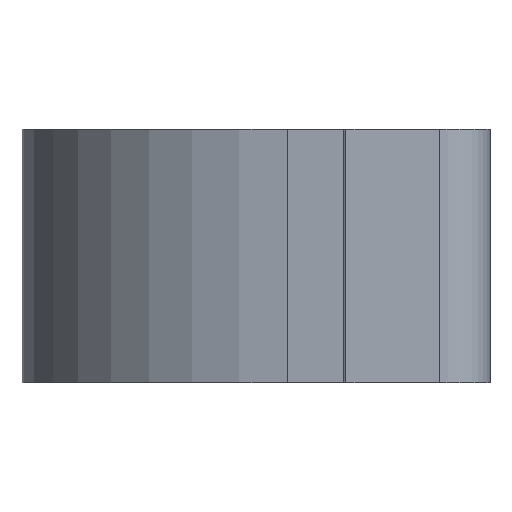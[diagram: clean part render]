
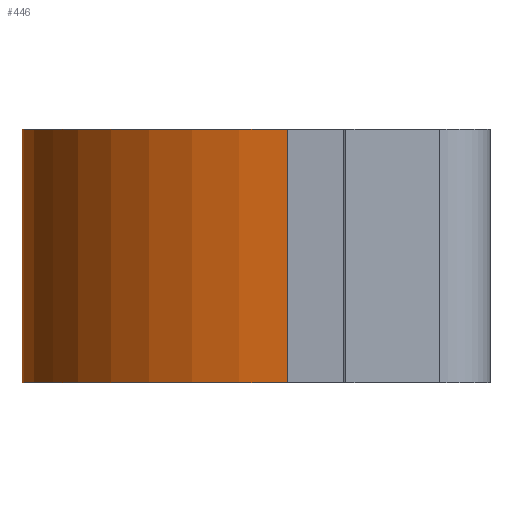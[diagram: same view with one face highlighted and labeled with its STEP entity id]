
A CAD part, left-side view. The second image highlights one B-rep face of the part: STEP entity #446.
In plain terms, the highlighted cylindrical face has radius 11.5 mm (diameter 23 mm), a partial arc.
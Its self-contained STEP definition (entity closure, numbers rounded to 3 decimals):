
#10 = FACE_OUTER_BOUND ( 'NONE', #210, .T. ) ;
#14 = LINE ( 'NONE', #263, #31 ) ;
#16 = EDGE_CURVE ( 'NONE', #127, #415, #470, .T. ) ;
#22 = EDGE_CURVE ( 'NONE', #233, #179, #14, .T. ) ;
#31 = VECTOR ( 'NONE', #477, 1000. ) ;
#70 = VECTOR ( 'NONE', #557, 1000. ) ;
#72 = DIRECTION ( 'NONE',  ( -1., 0., 0. ) ) ;
#93 = CARTESIAN_POINT ( 'NONE',  ( -11.456, 1.002, -5. ) ) ;
#96 = CIRCLE ( 'NONE', #375, 11.5 ) ;
#127 = VERTEX_POINT ( 'NONE', #487 ) ;
#135 = DIRECTION ( 'NONE',  ( 1., 0., 0. ) ) ;
#179 = VERTEX_POINT ( 'NONE', #276 ) ;
#207 = CIRCLE ( 'NONE', #520, 11.5 ) ;
#210 = EDGE_LOOP ( 'NONE', ( #236, #232, #225, #227 ) ) ;
#225 = ORIENTED_EDGE ( 'NONE', *, *, #326, .F. ) ;
#227 = ORIENTED_EDGE ( 'NONE', *, *, #22, .T. ) ;
#232 = ORIENTED_EDGE ( 'NONE', *, *, #16, .F. ) ;
#233 = VERTEX_POINT ( 'NONE', #526 ) ;
#236 = ORIENTED_EDGE ( 'NONE', *, *, #420, .T. ) ;
#263 = CARTESIAN_POINT ( 'NONE',  ( 11.5, 0., 5. ) ) ;
#276 = CARTESIAN_POINT ( 'NONE',  ( 11.5, 0., -5. ) ) ;
#309 = AXIS2_PLACEMENT_3D ( 'NONE', #433, #341, #72 ) ;
#313 = DIRECTION ( 'NONE',  ( 0., 0., 1. ) ) ;
#318 = CARTESIAN_POINT ( 'NONE',  ( 0., 0., -5. ) ) ;
#326 = EDGE_CURVE ( 'NONE', #233, #127, #207, .T. ) ;
#335 = DIRECTION ( 'NONE',  ( 1., 0., 0. ) ) ;
#338 = CARTESIAN_POINT ( 'NONE',  ( 0., 0., 5. ) ) ;
#341 = DIRECTION ( 'NONE',  ( 0., 0., -1. ) ) ;
#365 = DIRECTION ( 'NONE',  ( 0., 0., 1. ) ) ;
#375 = AXIS2_PLACEMENT_3D ( 'NONE', #318, #313, #335 ) ;
#406 = CYLINDRICAL_SURFACE ( 'NONE', #309, 11.5 ) ;
#415 = VERTEX_POINT ( 'NONE', #93 ) ;
#420 = EDGE_CURVE ( 'NONE', #179, #415, #96, .T. ) ;
#433 = CARTESIAN_POINT ( 'NONE',  ( 0., 0., 5. ) ) ;
#446 = ADVANCED_FACE ( 'NONE', ( #10 ), #406, .T. ) ;
#470 = LINE ( 'NONE', #553, #70 ) ;
#477 = DIRECTION ( 'NONE',  ( 0., 0., -1. ) ) ;
#487 = CARTESIAN_POINT ( 'NONE',  ( -11.456, 1.002, 5. ) ) ;
#520 = AXIS2_PLACEMENT_3D ( 'NONE', #338, #365, #135 ) ;
#526 = CARTESIAN_POINT ( 'NONE',  ( 11.5, 0., 5. ) ) ;
#553 = CARTESIAN_POINT ( 'NONE',  ( -11.456, 1.002, 5. ) ) ;
#557 = DIRECTION ( 'NONE',  ( 0., 0., -1. ) ) ;
